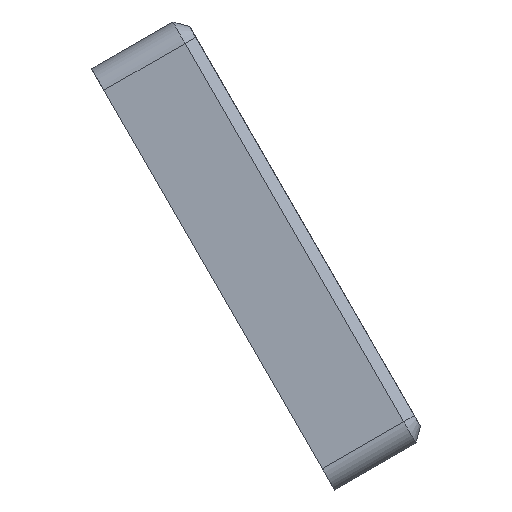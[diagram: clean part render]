
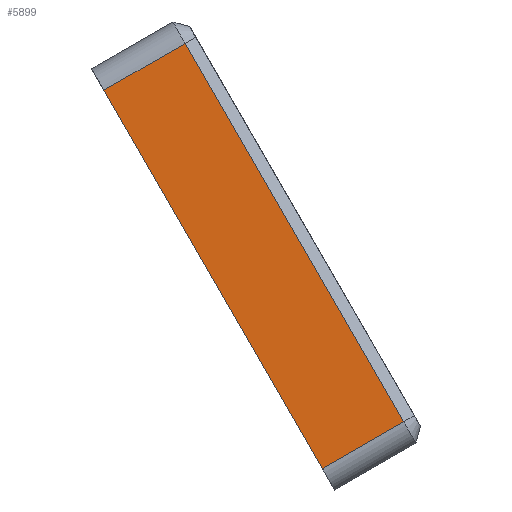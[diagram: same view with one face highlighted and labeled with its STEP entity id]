
A CAD part, left-side view. The second image highlights one B-rep face of the part: STEP entity #5899.
In plain terms, the highlighted planar face has unit normal (-1, 0, 0).
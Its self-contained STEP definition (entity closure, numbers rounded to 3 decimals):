
#162=PLANE('',#6442);
#449=FACE_OUTER_BOUND('',#778,.T.);
#778=EDGE_LOOP('',(#4855,#4856,#4857,#4858));
#1342=LINE('',#9630,#1954);
#1351=LINE('',#9660,#1963);
#1353=LINE('',#9666,#1965);
#1354=LINE('',#9667,#1966);
#1954=VECTOR('',#7827,10.);
#1963=VECTOR('',#7860,10.);
#1965=VECTOR('',#7866,10.);
#1966=VECTOR('',#7867,10.);
#2831=VERTEX_POINT('',#9620);
#2833=VERTEX_POINT('',#9626);
#2843=VERTEX_POINT('',#9659);
#2845=VERTEX_POINT('',#9665);
#3591=EDGE_CURVE('',#2831,#2833,#1342,.T.);
#3606=EDGE_CURVE('',#2833,#2843,#1351,.T.);
#3609=EDGE_CURVE('',#2845,#2831,#1353,.T.);
#3610=EDGE_CURVE('',#2843,#2845,#1354,.T.);
#4855=ORIENTED_EDGE('',*,*,#3591,.F.);
#4856=ORIENTED_EDGE('',*,*,#3609,.F.);
#4857=ORIENTED_EDGE('',*,*,#3610,.F.);
#4858=ORIENTED_EDGE('',*,*,#3606,.F.);
#5899=ADVANCED_FACE('',(#449),#162,.T.);
#6442=AXIS2_PLACEMENT_3D('',#9664,#7864,#7865);
#7827=DIRECTION('',(0.,-0.5,-0.866));
#7860=DIRECTION('',(0.,0.866,-0.5));
#7864=DIRECTION('center_axis',(-1.,0.,0.));
#7865=DIRECTION('ref_axis',(0.,-0.5,-0.866));
#7866=DIRECTION('',(0.,-0.866,0.5));
#7867=DIRECTION('',(0.,0.5,0.866));
#9620=CARTESIAN_POINT('',(116.718,-135.56,43.257));
#9626=CARTESIAN_POINT('',(116.718,-153.26,12.6));
#9630=CARTESIAN_POINT('',(116.718,-139.485,36.459));
#9659=CARTESIAN_POINT('',(116.718,-146.679,8.8));
#9660=CARTESIAN_POINT('',(116.718,-152.741,12.3));
#9664=CARTESIAN_POINT('Origin',(116.718,-134.041,44.689));
#9665=CARTESIAN_POINT('',(116.718,-128.979,39.457));
#9666=CARTESIAN_POINT('',(116.718,-135.041,42.957));
#9667=CARTESIAN_POINT('',(116.718,-147.679,7.067));
